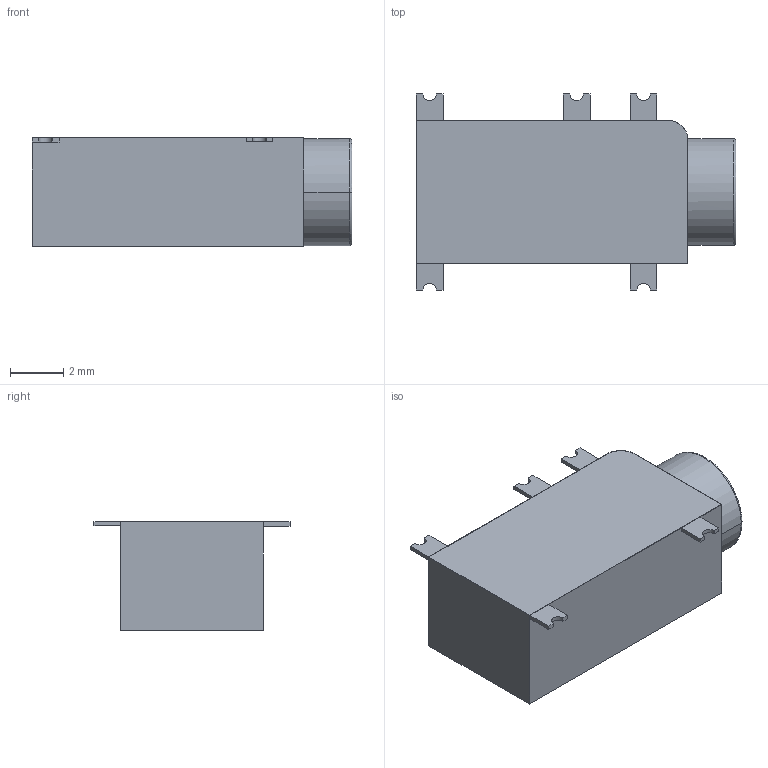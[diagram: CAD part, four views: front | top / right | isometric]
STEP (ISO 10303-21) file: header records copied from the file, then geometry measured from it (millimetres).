
FILE_DESCRIPTION (( 'STEP AP214' ), '1' );
FILE_NAME ('54ECF426-D887-4DB4-9605-A1E3BDF492CB.STEP', '2024-04-22T22:23:43', ( '' ), ( '' ), 'SwSTEP 2.0', 'SolidWorks 2022', '' );
FILE_SCHEMA (( 'AUTOMOTIVE_DESIGN' ));
Length unit declared in the file: millimetre
Products named in the file (1): 54ECF426-D887-4DB4-9605-A1E3BDF492CB
Bounding box: 11.97 x 7.33 x 4.07 mm (x, y, z)
Surface area: 319.9 mm2 (no closed solid volume)
Topology: 0 solids, 3 shells, 77 faces, 202 edges, 127 vertices
Faces by surface type: plane 57, cylinder 15, bspline 5
Entity records: 3363 total; most frequent: CARTESIAN_POINT 652, ORIENTED_EDGE 398, DIRECTION 370, EDGE_CURVE 202, LINE 156, VECTOR 156, VERTEX_POINT 127, AXIS2_PLACEMENT_3D 107
